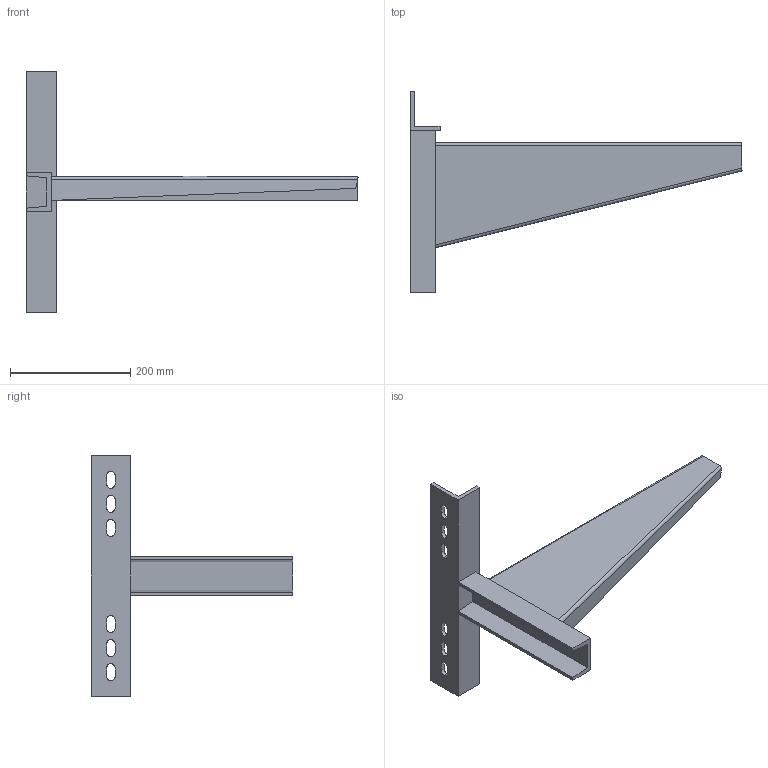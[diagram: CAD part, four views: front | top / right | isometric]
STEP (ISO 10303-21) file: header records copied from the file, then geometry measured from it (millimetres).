
FILE_DESCRIPTION(/* description */ (''),/* implementation_level */ '2;1');
FILE_NAME(/* name */ '6417',/* time_stamp */ '2015-01-19T12:52:06+01:00',/* author */ (''),/* organization */ (''),/* preprocessor_version */ 'ST-DEVELOPER v15',/* originating_system */ '',/* authorisation */ '');
FILE_SCHEMA (('AUTOMOTIVE_DESIGN'));
Length unit declared in the file: millimetre
Products named in the file (2): Document; Block 02
Assembly tree (1 placements, depth 2):
  Document
    Block 02
Bounding box: 552.46 x 335 x 400 mm (x, y, z)
Volume: 867119.5 mm3; surface area: 349650.3 mm2
Topology: 3 solids, 3 shells, 73 faces, 197 edges, 130 vertices
Faces by surface type: plane 41, bspline 32
Entity records: 3197 total; most frequent: CARTESIAN_POINT 1906, ORIENTED_EDGE 394, EDGE_CURVE 197, B_SPLINE_CURVE_WITH_KNOTS 145, VERTEX_POINT 130, EDGE_LOOP 85, ADVANCED_FACE 73, FACE_OUTER_BOUND 73
